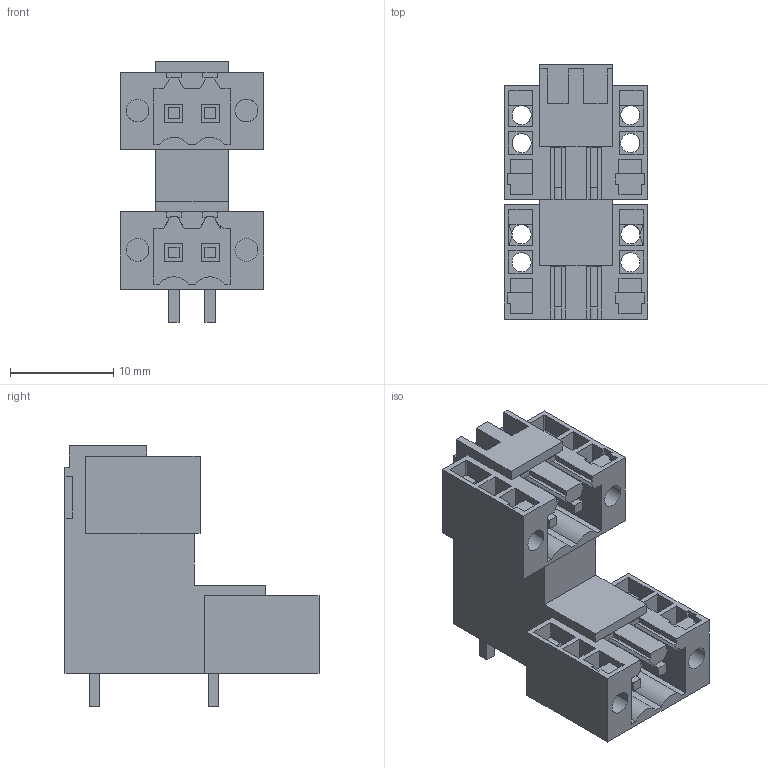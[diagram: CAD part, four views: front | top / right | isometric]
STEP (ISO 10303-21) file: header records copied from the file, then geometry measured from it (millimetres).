
FILE_DESCRIPTION(('CATIA V5 STEP Exchange','CAx-IF Rec.Pracs.--- Model Styling and Organization---1.4--- 2014-01-23'),'2;1');
FILE_NAME ('D1454185_2_1642370000_1642370000.stp','2022-07-28T10:43:39+00:00',('none'),('Weidmueller'),'CATIA Version 5-6 Release 2016 SP3 HF44','CATIA V5 STEP AP214','none');
FILE_SCHEMA(('AUTOMOTIVE_DESIGN { 1 0 10303 214 1 1 1 1 }'));
Length unit declared in the file: millimetre
Products named in the file (1): 1642370000
Bounding box: 13.9 x 24.55 x 25.2 mm (x, y, z)
Volume: 2362 mm3; surface area: 3999.2 mm2
Topology: 5 solids, 5 shells, 393 faces, 1105 edges, 720 vertices
Faces by surface type: plane 338, cylinder 55
Entity records: 12717 total; most frequent: CARTESIAN_POINT 2639, ORIENTED_EDGE 2158, DIRECTION 1683, EDGE_CURVE 1079, VECTOR 962, LINE 962, VERTEX_POINT 707, EDGE_LOOP 448
